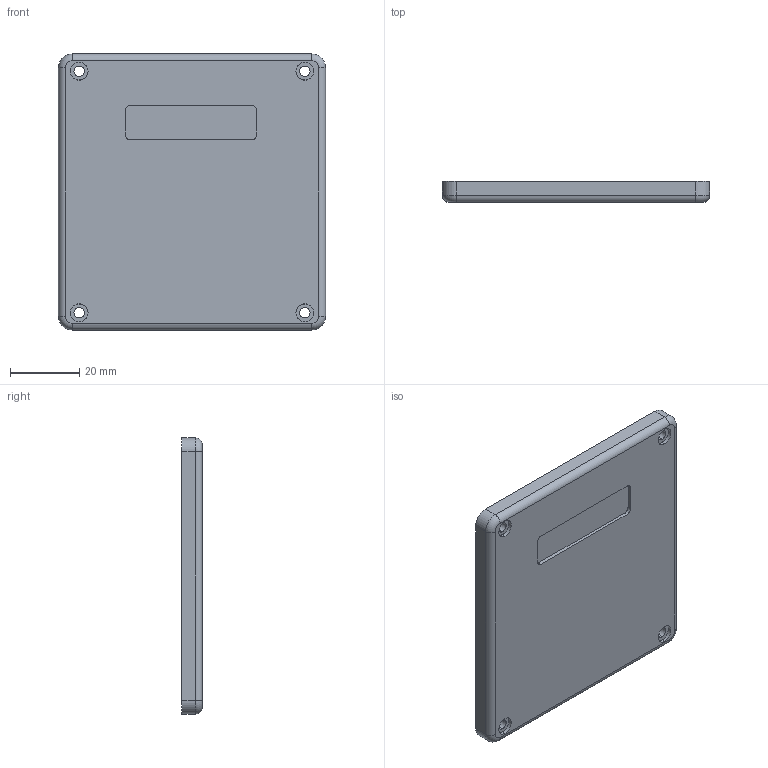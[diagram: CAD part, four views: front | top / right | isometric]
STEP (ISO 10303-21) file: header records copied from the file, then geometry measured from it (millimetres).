
FILE_DESCRIPTION (( 'STEP AP203' ), '1' );
FILE_NAME ('CloveCardComputer2.STEP', '2024-04-24T12:16:08', ( '' ), ( '' ), 'SwSTEP 2.0', 'SolidWorks 2021', '' );
FILE_SCHEMA (( 'CONFIG_CONTROL_DESIGN' ));
Length unit declared in the file: millimetre
Products named in the file (1): CloveCardComputer2
Bounding box: 77.4 x 6 x 80 mm (x, y, z)
Volume: 12607.8 mm3; surface area: 15748.3 mm2
Topology: 1 solids, 1 shells, 60 faces, 164 edges, 104 vertices
Faces by surface type: cylinder 28, plane 28, torus 4
Entity records: 2017 total; most frequent: DIRECTION 354, CARTESIAN_POINT 329, ORIENTED_EDGE 328, EDGE_CURVE 164, AXIS2_PLACEMENT_3D 129, VERTEX_POINT 104, LINE 96, VECTOR 96
